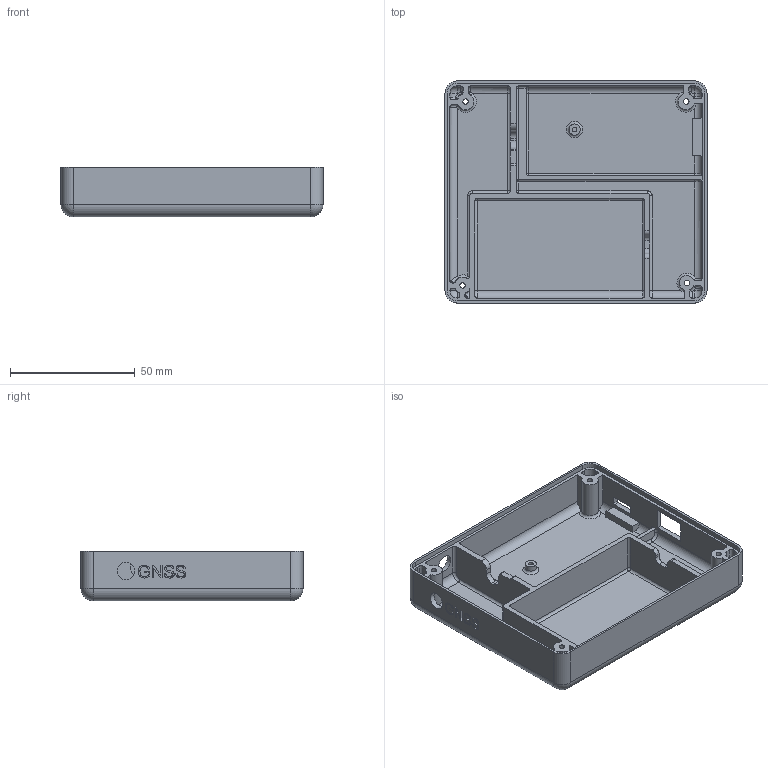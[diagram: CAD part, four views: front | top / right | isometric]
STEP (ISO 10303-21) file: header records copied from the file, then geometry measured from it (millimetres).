
FILE_DESCRIPTION(/* description */ (''),/* implementation_level */ '2;1');
FILE_NAME(/* name */ 'CaseBottom.step',/* time_stamp */ '2023-12-16T12:24:23-05:00',/* author */ (''),/* organization */ (''),/* preprocessor_version */ 'ST-DEVELOPER v20',/* originating_system */ 'Autodesk Translation Framework v12.14.0.127',/* authorisation */ '');
FILE_SCHEMA (('AUTOMOTIVE_DESIGN { 1 0 10303 214 3 1 1 }'));
Length unit declared in the file: millimetre
Products named in the file (1): Bottom (1)
Bounding box: 105 x 89 x 20 mm (x, y, z)
Volume: 39076.6 mm3; surface area: 40184.2 mm2
Topology: 1 solids, 1 shells, 640 faces, 1702 edges, 1099 vertices
Faces by surface type: bspline 251, plane 213, cylinder 125, torus 30, sphere 21
Full cylindrical faces by diameter (mm): 1.8 x1, 2.2 x4, 4.1 x3, 4.5 x1, 7 x2
Entity records: 22474 total; most frequent: CARTESIAN_POINT 8066, ORIENTED_EDGE 3402, DIRECTION 2243, EDGE_CURVE 1701, VERTEX_POINT 1099, LINE 881, VECTOR 881, EDGE_LOOP 692
